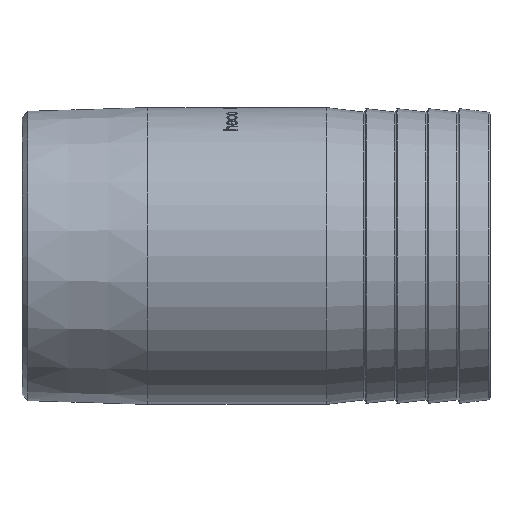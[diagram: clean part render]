
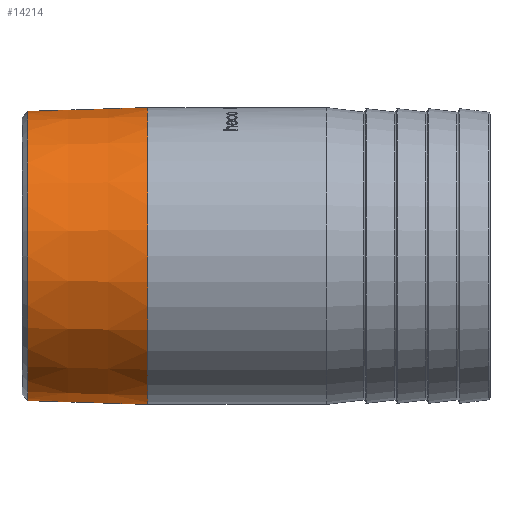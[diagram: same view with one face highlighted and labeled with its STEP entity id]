
A CAD part, front view. The second image highlights one B-rep face of the part: STEP entity #14214.
In plain terms, the highlighted conical face has half-angle 1.79 degrees and reference radius 37.59 mm.
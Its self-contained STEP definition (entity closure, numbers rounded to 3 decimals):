
#34 = DIRECTION ( 'NONE',  ( 1., 0., 0. ) ) ;
#317 = AXIS2_PLACEMENT_3D ( 'NONE', #21176, #5659, #7692 ) ;
#380 = DIRECTION ( 'NONE',  ( 0., 0., -1. ) ) ;
#2086 = DIRECTION ( 'NONE',  ( 1., 0., 0. ) ) ;
#3927 = AXIS2_PLACEMENT_3D ( 'NONE', #18746, #34, #6973 ) ;
#4519 = ORIENTED_EDGE ( 'NONE', *, *, #21346, .T. ) ;
#5659 = DIRECTION ( 'NONE',  ( 1., 0., 0. ) ) ;
#6404 = EDGE_CURVE ( 'NONE', #6477, #6477, #10121, .T. ) ;
#6477 = VERTEX_POINT ( 'NONE', #13291 ) ;
#6814 = AXIS2_PLACEMENT_3D ( 'NONE', #10713, #2086, #380 ) ;
#6973 = DIRECTION ( 'NONE',  ( 0., 0., -1. ) ) ;
#7692 = DIRECTION ( 'NONE',  ( 0., 0., -1. ) ) ;
#9767 = CARTESIAN_POINT ( 'NONE',  ( -118.472, 0., -37.091 ) ) ;
#9798 = EDGE_LOOP ( 'NONE', ( #18978 ) ) ;
#10121 = CIRCLE ( 'NONE', #317, 38.049 ) ;
#10713 = CARTESIAN_POINT ( 'NONE',  ( -102.5, 0., 0. ) ) ;
#13291 = CARTESIAN_POINT ( 'NONE',  ( -87.796, 0., -38.049 ) ) ;
#13697 = CIRCLE ( 'NONE', #3927, 37.091 ) ;
#14214 = ADVANCED_FACE ( 'NONE', ( #21233, #14240 ), #16573, .T. ) ;
#14240 = FACE_OUTER_BOUND ( 'NONE', #9798, .T. ) ;
#16450 = VERTEX_POINT ( 'NONE', #9767 ) ;
#16573 = CONICAL_SURFACE ( 'NONE', #6814, 37.59, 0.031 ) ;
#18746 = CARTESIAN_POINT ( 'NONE',  ( -118.472, 0., 0. ) ) ;
#18978 = ORIENTED_EDGE ( 'NONE', *, *, #6404, .F. ) ;
#20865 = EDGE_LOOP ( 'NONE', ( #4519 ) ) ;
#21176 = CARTESIAN_POINT ( 'NONE',  ( -87.796, 0., 0. ) ) ;
#21233 = FACE_BOUND ( 'NONE', #20865, .T. ) ;
#21346 = EDGE_CURVE ( 'NONE', #16450, #16450, #13697, .T. ) ;
